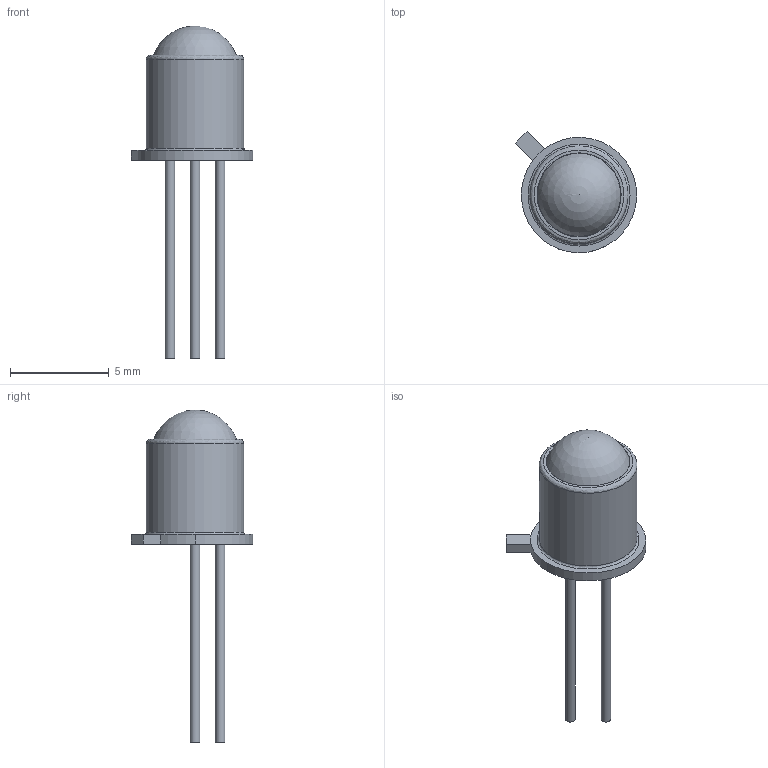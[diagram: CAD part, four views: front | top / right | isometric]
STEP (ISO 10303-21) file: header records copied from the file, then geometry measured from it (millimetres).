
FILE_DESCRIPTION(('FreeCAD Model'),'2;1');
FILE_NAME('TO-18-3_Lens.step','2017-11-26T14:54:43',('kicad StepUp'),('ksu MCAD'), 'Open CASCADE STEP processor 6.8','FreeCAD','Unknown');
FILE_SCHEMA(('AUTOMOTIVE_DESIGN_CC2 { 1 2 10303 214 -1 1 5 4 }'));
Length unit declared in the file: millimetre
Products named in the file (1): TO-18-3_Lens
Bounding box: 6.15 x 6.15 x 16.8 mm (x, y, z)
Volume: 65.1 mm3; surface area: 287.9 mm2
Topology: 2 solids, 2 shells, 25 faces, 45 edges, 27 vertices
Faces by surface type: plane 13, cylinder 8, revolution 2, cone 1, sphere 1
Full cylindrical faces by diameter (mm): 0.48 x3, 4.202 x1, 4.256 x1, 4.95 x1
Entity records: 800 total; most frequent: DIRECTION 121, CARTESIAN_POINT 99, ORIENTED_EDGE 88, AXIS2_PLACEMENT_3D 49, EDGE_CURVE 44, FACE_BOUND 29, EDGE_LOOP 29, VERTEX_POINT 27
